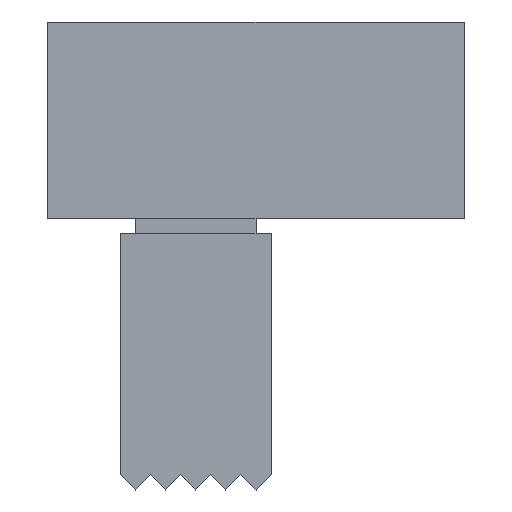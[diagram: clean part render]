
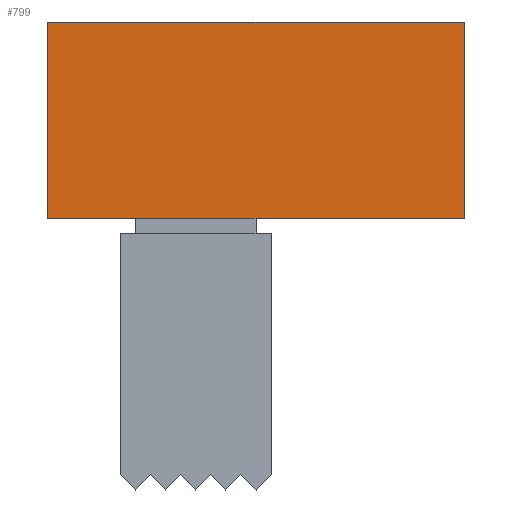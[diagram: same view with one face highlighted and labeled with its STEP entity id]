
A CAD part, top view. The second image highlights one B-rep face of the part: STEP entity #799.
In plain terms, the highlighted planar face has unit normal (0, 0, 1).
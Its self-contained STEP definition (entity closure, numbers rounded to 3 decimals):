
#27=VECTOR('',#28,1.);
#28=DIRECTION('',(1.,0.,0.));
#34=VECTOR('',#35,1.);
#35=DIRECTION('',(0.,-1.,0.));
#42=VECTOR('',#43,1.);
#43=DIRECTION('',(-1.,0.,0.));
#47=VECTOR('',#48,1.);
#48=DIRECTION('',(0.,1.,0.));
#52=DIRECTION('',(0.,0.,-1.));
#224=VERTEX_POINT('',#225);
#225=CARTESIAN_POINT('',(-2.9,2.,8.5));
#228=EDGE_CURVE('',#229,#224,#231,.T.);
#229=VERTEX_POINT('',#230);
#230=CARTESIAN_POINT('',(10.9,2.,8.5));
#231=LINE('',#230,#42);
#281=ORIENTED_EDGE('',*,*,#282,.T.);
#282=EDGE_CURVE('',#224,#283,#285,.T.);
#283=VERTEX_POINT('',#284);
#284=CARTESIAN_POINT('',(-2.9,-4.5,8.5));
#285=LINE('',#225,#34);
#744=EDGE_CURVE('',#745,#229,#747,.T.);
#745=VERTEX_POINT('',#746);
#746=CARTESIAN_POINT('',(10.9,-4.5,8.5));
#747=LINE('',#746,#47);
#799=ADVANCED_FACE('',(#800),#807,.F.);
#800=FACE_BOUND('',#801,.T.);
#801=EDGE_LOOP('',(#802,#805,#806,#281));
#802=ORIENTED_EDGE('',*,*,#803,.T.);
#803=EDGE_CURVE('',#283,#745,#804,.T.);
#804=LINE('',#284,#27);
#805=ORIENTED_EDGE('',*,*,#744,.T.);
#806=ORIENTED_EDGE('',*,*,#228,.T.);
#807=PLANE('',#808);
#808=AXIS2_PLACEMENT_3D('',#284,#52,#43);
